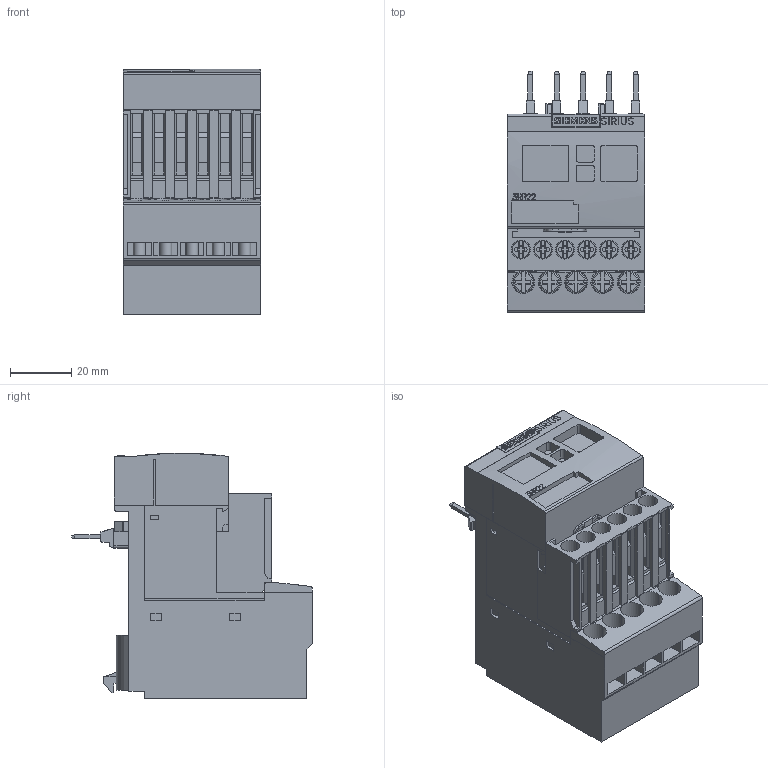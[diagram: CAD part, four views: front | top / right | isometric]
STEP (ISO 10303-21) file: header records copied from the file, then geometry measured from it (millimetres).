
FILE_DESCRIPTION(('STEP AP214'),'1');
FILE_NAME('cctmp_179B3ED5-FD3C-4F83-9AE9-8BE2B4316F29_2023_07_21_11_03_40_0303..stp','2023-07-21T09:03:41',('SIEMENS A&D'),('CADClick - www.CADClick.com'),'Spatial InterOp 3D postprocessed',' ','unknown authorization');
FILE_SCHEMA(('AUTOMOTIVE_DESIGN'));
Length unit declared in the file: millimetre
Products named in the file (1): 2023_07_21_11_03_40_0270
Bounding box: 45 x 78.7 x 80.2 mm (x, y, z)
Volume: 160669.3 mm3; surface area: 41057.1 mm2
Topology: 1 solids, 1 shells, 1367 faces, 3751 edges, 2454 vertices
Faces by surface type: plane 1084, cylinder 187, cone 76, torus 20
Entity records: 47812 total; most frequent: CARTESIAN_POINT 8457, ORIENTED_EDGE 7502, DIRECTION 7062, EDGE_CURVE 3751, LINE 2946, VECTOR 2946, VERTEX_POINT 2454, AXIS2_PLACEMENT_3D 2058
